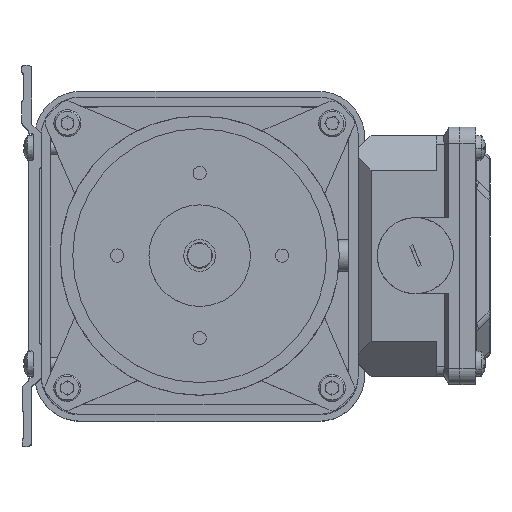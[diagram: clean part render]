
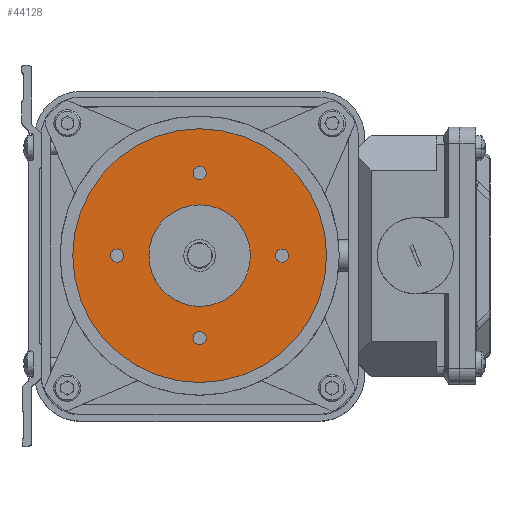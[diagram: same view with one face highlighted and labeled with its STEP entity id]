
A CAD part, top view. The second image highlights one B-rep face of the part: STEP entity #44128.
In plain terms, the highlighted planar face has unit normal (0, 0, 1).
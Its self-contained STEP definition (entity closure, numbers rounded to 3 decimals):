
#394 = CIRCLE ( 'NONE', #30899, 16. ) ;
#586 = FACE_BOUND ( 'NONE', #11797, .T. ) ;
#1251 = AXIS2_PLACEMENT_3D ( 'NONE', #17171, #41892, #20727 ) ;
#1789 = ORIENTED_EDGE ( 'NONE', *, *, #9398, .F. ) ;
#3151 = AXIS2_PLACEMENT_3D ( 'NONE', #14325, #39144, #17904 ) ;
#3345 = ORIENTED_EDGE ( 'NONE', *, *, #19571, .F. ) ;
#3470 = CIRCLE ( 'NONE', #10086, 40. ) ;
#3868 = CARTESIAN_POINT ( 'NONE',  ( 26., -0.012, 130. ) ) ;
#4763 = VERTEX_POINT ( 'NONE', #16277 ) ;
#4940 = ORIENTED_EDGE ( 'NONE', *, *, #36642, .F. ) ;
#5308 = EDGE_LOOP ( 'NONE', ( #43572, #29295 ) ) ;
#5784 = CARTESIAN_POINT ( 'NONE',  ( 40., -0.018, 130. ) ) ;
#5874 = AXIS2_PLACEMENT_3D ( 'NONE', #3868, #28625, #7395 ) ;
#6945 = AXIS2_PLACEMENT_3D ( 'NONE', #30468, #9239, #34002 ) ;
#7229 = CARTESIAN_POINT ( 'NONE',  ( 26., -0.012, 130. ) ) ;
#7238 = EDGE_CURVE ( 'Defeature ausgef�hrt1_570+Defeature ausgef�hrt1_388+Defeature ausgef�hrt1_388+Defeature ausgef�hrt1_388', #11793, #31755, #43940, .T. ) ;
#7271 = EDGE_CURVE ( 'Defeature ausgef�hrt1_392+Defeature ausgef�hrt1_388+Defeature ausgef�hrt1_388+Defeature ausgef�hrt1_388', #37901, #31153, #38419, .T. ) ;
#7395 = DIRECTION ( 'NONE',  ( 1., 0., 0. ) ) ;
#7424 = EDGE_LOOP ( 'NONE', ( #33784, #3345 ) ) ;
#8221 = CIRCLE ( 'NONE', #38377, 2.1 ) ;
#8645 = VERTEX_POINT ( 'NONE', #22308 ) ;
#9239 = DIRECTION ( 'NONE',  ( 0., 0., 1. ) ) ;
#9398 = EDGE_CURVE ( 'Defeature ausgef�hrt1_566+Defeature ausgef�hrt1_388+Defeature ausgef�hrt1_388+Defeature ausgef�hrt1_388', #13643, #42815, #42420, .T. ) ;
#10002 = FACE_BOUND ( 'NONE', #5308, .T. ) ;
#10086 = AXIS2_PLACEMENT_3D ( 'NONE', #11515, #36267, #15020 ) ;
#10802 = DIRECTION ( 'NONE',  ( 1., 0., 0. ) ) ;
#11404 = ORIENTED_EDGE ( 'NONE', *, *, #20912, .T. ) ;
#11515 = CARTESIAN_POINT ( 'NONE',  ( 0., 0., 130. ) ) ;
#11793 = VERTEX_POINT ( 'NONE', #17176 ) ;
#11797 = EDGE_LOOP ( 'NONE', ( #37923, #1789 ) ) ;
#11887 = EDGE_CURVE ( 'Defeature ausgef�hrt1_568+Defeature ausgef�hrt1_388+Defeature ausgef�hrt1_388+Defeature ausgef�hrt1_388', #24972, #29243, #20725, .T. ) ;
#11943 = CARTESIAN_POINT ( 'NONE',  ( 2.088, -26.001, 130. ) ) ;
#13163 = AXIS2_PLACEMENT_3D ( 'NONE', #40027, #18849, #43585 ) ;
#13206 = DIRECTION ( 'NONE',  ( 0., 0., 1. ) ) ;
#13643 = VERTEX_POINT ( 'NONE', #44184 ) ;
#14325 = CARTESIAN_POINT ( 'NONE',  ( 0.012, 26., 130. ) ) ;
#15020 = DIRECTION ( 'NONE',  ( 1., 0., 0. ) ) ;
#16091 = CIRCLE ( 'NONE', #6945, 2.1 ) ;
#16277 = CARTESIAN_POINT ( 'NONE',  ( -40., 0.018, 130. ) ) ;
#16366 = DIRECTION ( 'NONE',  ( 0., 0., 1. ) ) ;
#16503 = VERTEX_POINT ( 'NONE', #5784 ) ;
#17050 = VERTEX_POINT ( 'NONE', #11943 ) ;
#17171 = CARTESIAN_POINT ( 'NONE',  ( -26., 0.012, 130. ) ) ;
#17176 = CARTESIAN_POINT ( 'NONE',  ( -2.088, 26.001, 130. ) ) ;
#17696 = CARTESIAN_POINT ( 'NONE',  ( 0., 0., 130. ) ) ;
#17904 = DIRECTION ( 'NONE',  ( 1., 0., 0. ) ) ;
#18230 = DIRECTION ( 'NONE',  ( 0., 0., 1. ) ) ;
#18849 = DIRECTION ( 'NONE',  ( 0., 0., 1. ) ) ;
#19435 = FACE_BOUND ( 'NONE', #7424, .T. ) ;
#19494 = DIRECTION ( 'NONE',  ( 0., 0., 1. ) ) ;
#19571 = EDGE_CURVE ( 'Defeature ausgef�hrt1_568+Defeature ausgef�hrt1_388+Defeature ausgef�hrt1_388+Defeature ausgef�hrt1_388', #29243, #24972, #40234, .T. ) ;
#19705 = CARTESIAN_POINT ( 'NONE',  ( 16., -0.007, 130. ) ) ;
#19765 = AXIS2_PLACEMENT_3D ( 'NONE', #39432, #18230, #42972 ) ;
#20130 = CARTESIAN_POINT ( 'NONE',  ( 2.112, 25.999, 130. ) ) ;
#20231 = CIRCLE ( 'NONE', #37326, 2.1 ) ;
#20282 = CARTESIAN_POINT ( 'NONE',  ( -0.012, -26., 130. ) ) ;
#20725 = CIRCLE ( 'NONE', #23601, 2.1 ) ;
#20727 = DIRECTION ( 'NONE',  ( 1., 0., 0. ) ) ;
#20912 = EDGE_CURVE ( 'Defeature ausgef�hrt1_388+Defeature ausgef�hrt1_389+Defeature ausgef�hrt1_389+Defeature ausgef�hrt1_389', #4763, #16503, #3470, .T. ) ;
#21268 = DIRECTION ( 'NONE',  ( 1., 0., 0. ) ) ;
#22308 = CARTESIAN_POINT ( 'NONE',  ( -2.112, -25.999, 130. ) ) ;
#22356 = ORIENTED_EDGE ( 'NONE', *, *, #26276, .T. ) ;
#22580 = EDGE_CURVE ( 'Defeature ausgef�hrt1_564+Defeature ausgef�hrt1_388+Defeature ausgef�hrt1_388+Defeature ausgef�hrt1_388', #17050, #8645, #8221, .T. ) ;
#23601 = AXIS2_PLACEMENT_3D ( 'NONE', #7229, #32028, #10802 ) ;
#23847 = DIRECTION ( 'NONE',  ( 1., 0., 0. ) ) ;
#24972 = VERTEX_POINT ( 'NONE', #37452 ) ;
#26270 = CARTESIAN_POINT ( 'NONE',  ( 23.9, -0.011, 130. ) ) ;
#26276 = EDGE_CURVE ( 'Defeature ausgef�hrt1_388+Defeature ausgef�hrt1_389+Defeature ausgef�hrt1_389+Defeature ausgef�hrt1_389', #16503, #4763, #30369, .T. ) ;
#26673 = ORIENTED_EDGE ( 'NONE', *, *, #7238, .F. ) ;
#27212 = EDGE_CURVE ( 'Defeature ausgef�hrt1_566+Defeature ausgef�hrt1_388+Defeature ausgef�hrt1_388+Defeature ausgef�hrt1_388', #42815, #13643, #20231, .T. ) ;
#27711 = FACE_OUTER_BOUND ( 'NONE', #28832, .T. ) ;
#28625 = DIRECTION ( 'NONE',  ( 0., 0., 1. ) ) ;
#28832 = EDGE_LOOP ( 'NONE', ( #22356, #11404 ) ) ;
#29243 = VERTEX_POINT ( 'NONE', #26270 ) ;
#29295 = ORIENTED_EDGE ( 'NONE', *, *, #42443, .F. ) ;
#30369 = CIRCLE ( 'NONE', #41696, 40. ) ;
#30468 = CARTESIAN_POINT ( 'NONE',  ( 0.012, 26., 130. ) ) ;
#30899 = AXIS2_PLACEMENT_3D ( 'NONE', #34435, #13206, #38003 ) ;
#31153 = VERTEX_POINT ( 'NONE', #41341 ) ;
#31755 = VERTEX_POINT ( 'NONE', #20130 ) ;
#32028 = DIRECTION ( 'NONE',  ( 0., 0., 1. ) ) ;
#32347 = ORIENTED_EDGE ( 'NONE', *, *, #35544, .F. ) ;
#33784 = ORIENTED_EDGE ( 'NONE', *, *, #11887, .F. ) ;
#34002 = DIRECTION ( 'NONE',  ( 1., 0., 0. ) ) ;
#34328 = EDGE_LOOP ( 'NONE', ( #32347, #26673 ) ) ;
#34435 = CARTESIAN_POINT ( 'NONE',  ( 0., 0., 130. ) ) ;
#35544 = EDGE_CURVE ( 'Defeature ausgef�hrt1_570+Defeature ausgef�hrt1_388+Defeature ausgef�hrt1_388+Defeature ausgef�hrt1_388', #31755, #11793, #16091, .T. ) ;
#36267 = DIRECTION ( 'NONE',  ( 0., 0., 1. ) ) ;
#36642 = EDGE_CURVE ( 'Defeature ausgef�hrt1_564+Defeature ausgef�hrt1_388+Defeature ausgef�hrt1_388+Defeature ausgef�hrt1_388', #8645, #17050, #39054, .T. ) ;
#37136 = FACE_BOUND ( 'NONE', #41251, .T. ) ;
#37326 = AXIS2_PLACEMENT_3D ( 'NONE', #37597, #16366, #41114 ) ;
#37452 = CARTESIAN_POINT ( 'NONE',  ( 28.1, -0.013, 130. ) ) ;
#37597 = CARTESIAN_POINT ( 'NONE',  ( -26., 0.012, 130. ) ) ;
#37893 = ORIENTED_EDGE ( 'NONE', *, *, #22580, .F. ) ;
#37901 = VERTEX_POINT ( 'NONE', #19705 ) ;
#37923 = ORIENTED_EDGE ( 'NONE', *, *, #27212, .F. ) ;
#38003 = DIRECTION ( 'NONE',  ( 1., 0., 0. ) ) ;
#38250 = FACE_BOUND ( 'NONE', #34328, .T. ) ;
#38377 = AXIS2_PLACEMENT_3D ( 'NONE', #20282, #45025, #23847 ) ;
#38419 = CIRCLE ( 'NONE', #19765, 16. ) ;
#39054 = CIRCLE ( 'NONE', #39643, 2.1 ) ;
#39144 = DIRECTION ( 'NONE',  ( 0., 0., 1. ) ) ;
#39432 = CARTESIAN_POINT ( 'NONE',  ( 0., 0., 130. ) ) ;
#39643 = AXIS2_PLACEMENT_3D ( 'NONE', #40648, #19494, #44218 ) ;
#40027 = CARTESIAN_POINT ( 'NONE',  ( 0., 0., 130. ) ) ;
#40127 = CARTESIAN_POINT ( 'NONE',  ( -23.9, 0.011, 130. ) ) ;
#40234 = CIRCLE ( 'NONE', #5874, 2.1 ) ;
#40648 = CARTESIAN_POINT ( 'NONE',  ( -0.012, -26., 130. ) ) ;
#41114 = DIRECTION ( 'NONE',  ( 1., 0., 0. ) ) ;
#41251 = EDGE_LOOP ( 'NONE', ( #37893, #4940 ) ) ;
#41341 = CARTESIAN_POINT ( 'NONE',  ( -16., 0.007, 130. ) ) ;
#41696 = AXIS2_PLACEMENT_3D ( 'NONE', #17696, #42436, #21268 ) ;
#41892 = DIRECTION ( 'NONE',  ( 0., 0., 1. ) ) ;
#42420 = CIRCLE ( 'NONE', #1251, 2.1 ) ;
#42436 = DIRECTION ( 'NONE',  ( 0., 0., 1. ) ) ;
#42443 = EDGE_CURVE ( 'Defeature ausgef�hrt1_392+Defeature ausgef�hrt1_388+Defeature ausgef�hrt1_388+Defeature ausgef�hrt1_388', #31153, #37901, #394, .T. ) ;
#42815 = VERTEX_POINT ( 'NONE', #40127 ) ;
#42972 = DIRECTION ( 'NONE',  ( 1., 0., 0. ) ) ;
#43422 = PLANE ( 'NONE',  #13163 ) ;
#43572 = ORIENTED_EDGE ( 'NONE', *, *, #7271, .F. ) ;
#43585 = DIRECTION ( 'NONE',  ( 1., 0., 0. ) ) ;
#43940 = CIRCLE ( 'NONE', #3151, 2.1 ) ;
#44128 = ADVANCED_FACE ( 'Defeature ausgef�hrt1_388', ( #38250, #19435, #586, #37136, #10002, #27711 ), #43422, .T. ) ;
#44184 = CARTESIAN_POINT ( 'NONE',  ( -28.1, 0.013, 130. ) ) ;
#44218 = DIRECTION ( 'NONE',  ( 1., 0., 0. ) ) ;
#45025 = DIRECTION ( 'NONE',  ( 0., 0., 1. ) ) ;
